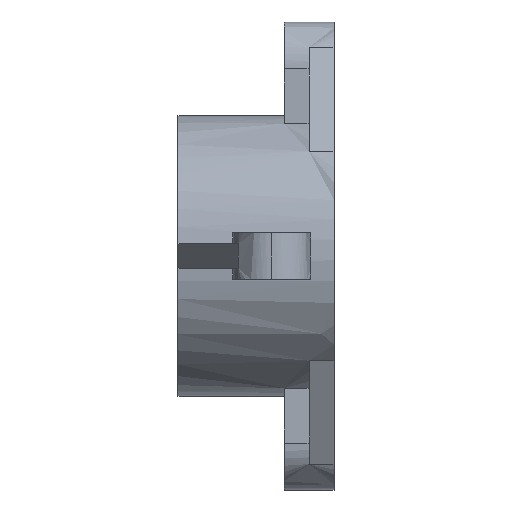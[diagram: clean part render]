
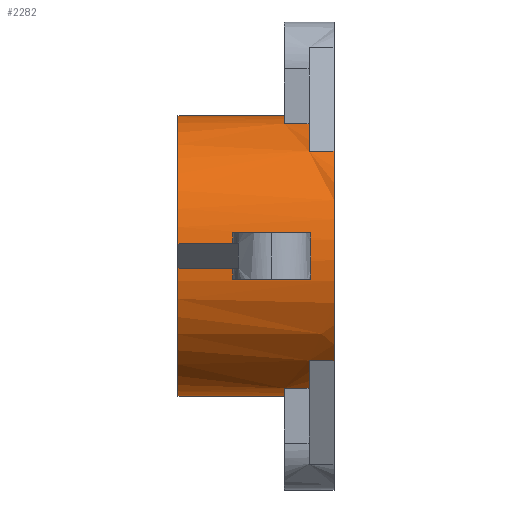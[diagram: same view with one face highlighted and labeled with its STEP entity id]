
A CAD part, left-side view. The second image highlights one B-rep face of the part: STEP entity #2282.
In plain terms, the highlighted free-form (B-spline) face has degree [2, 1] with [5, 2] control points.
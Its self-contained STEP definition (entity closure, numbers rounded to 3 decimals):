
#2282 = ADVANCED_FACE('',(#2283),#2377,.T.);
#2283 = FACE_BOUND('',#2284,.T.);
#2284 = EDGE_LOOP('',(#2285,#2295,#2302,#2310,#2317,#2325,#2332,#2340,
    #2347,#2355,#2362,#2372));
#2285 = ORIENTED_EDGE('',*,*,#2286,.F.);
#2286 = EDGE_CURVE('',#2287,#2289,#2291,.T.);
#2287 = VERTEX_POINT('',#2288);
#2288 = CARTESIAN_POINT('',(-13.543,14.446,
    38.306));
#2289 = VERTEX_POINT('',#2290);
#2290 = CARTESIAN_POINT('',(0.,14.446,
    40.629));
#2291 = ( BOUNDED_CURVE() B_SPLINE_CURVE(2,(#2292,#2293,#2294),
.UNSPECIFIED.,.F.,.F.) B_SPLINE_CURVE_WITH_KNOTS((3,3),(0.,
0.34),.PIECEWISE_BEZIER_KNOTS.) CURVE() 
GEOMETRIC_REPRESENTATION_ITEM() RATIONAL_B_SPLINE_CURVE((1.,
0.986,1.)) REPRESENTATION_ITEM('') );
#2292 = CARTESIAN_POINT('',(-13.543,14.446,
    38.306));
#2293 = CARTESIAN_POINT('',(-6.971,14.446,
    40.629));
#2294 = CARTESIAN_POINT('',(0.,14.446,
    40.629));
#2295 = ORIENTED_EDGE('',*,*,#2296,.F.);
#2296 = EDGE_CURVE('',#2297,#2287,#2299,.T.);
#2297 = VERTEX_POINT('',#2298);
#2298 = CARTESIAN_POINT('',(-13.543,7.223,
    38.306));
#2299 = B_SPLINE_CURVE_WITH_KNOTS('',1,(#2300,#2301),.UNSPECIFIED.,.F.,
  .F.,(2,2),(0.,8.),.PIECEWISE_BEZIER_KNOTS.);
#2300 = CARTESIAN_POINT('',(-13.543,7.223,
    38.306));
#2301 = CARTESIAN_POINT('',(-13.543,14.446,
    38.306));
#2302 = ORIENTED_EDGE('',*,*,#2303,.F.);
#2303 = EDGE_CURVE('',#2304,#2297,#2306,.T.);
#2304 = VERTEX_POINT('',#2305);
#2305 = CARTESIAN_POINT('',(-27.086,7.223,
    30.283));
#2306 = ( BOUNDED_CURVE() B_SPLINE_CURVE(2,(#2307,#2308,#2309),
.UNSPECIFIED.,.F.,.F.) B_SPLINE_CURVE_WITH_KNOTS((3,3),(
0.,0.39),.PIECEWISE_BEZIER_KNOTS.) CURVE() 
GEOMETRIC_REPRESENTATION_ITEM() RATIONAL_B_SPLINE_CURVE((1.,
0.981,1.)) REPRESENTATION_ITEM('') );
#2307 = CARTESIAN_POINT('',(-27.086,7.223,
    30.283));
#2308 = CARTESIAN_POINT('',(-21.107,7.223,
    35.632));
#2309 = CARTESIAN_POINT('',(-13.543,7.223,
    38.306));
#2310 = ORIENTED_EDGE('',*,*,#2311,.F.);
#2311 = EDGE_CURVE('',#2312,#2304,#2314,.T.);
#2312 = VERTEX_POINT('',#2313);
#2313 = CARTESIAN_POINT('',(-27.086,0.,
    30.283));
#2314 = B_SPLINE_CURVE_WITH_KNOTS('',1,(#2315,#2316),.UNSPECIFIED.,.F.,
  .F.,(2,2),(0.,8.),.PIECEWISE_BEZIER_KNOTS.);
#2315 = CARTESIAN_POINT('',(-27.086,0.,30.283));
#2316 = CARTESIAN_POINT('',(-27.086,7.223,
    30.283));
#2317 = ORIENTED_EDGE('',*,*,#2318,.F.);
#2318 = EDGE_CURVE('',#2319,#2312,#2321,.T.);
#2319 = VERTEX_POINT('',#2320);
#2320 = CARTESIAN_POINT('',(-27.086,0.,
    -30.283));
#2321 = ( BOUNDED_CURVE() B_SPLINE_CURVE(2,(#2322,#2323,#2324),
.UNSPECIFIED.,.F.,.F.) B_SPLINE_CURVE_WITH_KNOTS((3,3),(0.,
1.682),.PIECEWISE_BEZIER_KNOTS.) CURVE() 
GEOMETRIC_REPRESENTATION_ITEM() RATIONAL_B_SPLINE_CURVE((1.,
0.667,1.)) REPRESENTATION_ITEM('') );
#2322 = CARTESIAN_POINT('',(-27.086,0.,
    -30.283));
#2323 = CARTESIAN_POINT('',(-60.944,0.,
    0.));
#2324 = CARTESIAN_POINT('',(-27.086,0.,
    30.283));
#2325 = ORIENTED_EDGE('',*,*,#2326,.F.);
#2326 = EDGE_CURVE('',#2327,#2319,#2329,.T.);
#2327 = VERTEX_POINT('',#2328);
#2328 = CARTESIAN_POINT('',(-27.086,7.223,
    -30.283));
#2329 = B_SPLINE_CURVE_WITH_KNOTS('',1,(#2330,#2331),.UNSPECIFIED.,.F.,
  .F.,(2,2),(0.,8.),.PIECEWISE_BEZIER_KNOTS.);
#2330 = CARTESIAN_POINT('',(-27.086,7.223,
    -30.283));
#2331 = CARTESIAN_POINT('',(-27.086,0.,-30.283));
#2332 = ORIENTED_EDGE('',*,*,#2333,.F.);
#2333 = EDGE_CURVE('',#2334,#2327,#2336,.T.);
#2334 = VERTEX_POINT('',#2335);
#2335 = CARTESIAN_POINT('',(-13.543,7.223,
    -38.306));
#2336 = ( BOUNDED_CURVE() B_SPLINE_CURVE(2,(#2337,#2338,#2339),
.UNSPECIFIED.,.F.,.F.) B_SPLINE_CURVE_WITH_KNOTS((3,3),(0.,
0.39),.PIECEWISE_BEZIER_KNOTS.) CURVE() 
GEOMETRIC_REPRESENTATION_ITEM() RATIONAL_B_SPLINE_CURVE((1.,
0.981,1.)) REPRESENTATION_ITEM('') );
#2337 = CARTESIAN_POINT('',(-13.543,7.223,
    -38.306));
#2338 = CARTESIAN_POINT('',(-21.107,7.223,
    -35.632));
#2339 = CARTESIAN_POINT('',(-27.086,7.223,
    -30.283));
#2340 = ORIENTED_EDGE('',*,*,#2341,.F.);
#2341 = EDGE_CURVE('',#2342,#2334,#2344,.T.);
#2342 = VERTEX_POINT('',#2343);
#2343 = CARTESIAN_POINT('',(-13.543,14.446,
    -38.306));
#2344 = B_SPLINE_CURVE_WITH_KNOTS('',1,(#2345,#2346),.UNSPECIFIED.,.F.,
  .F.,(2,2),(0.,8.),.PIECEWISE_BEZIER_KNOTS.);
#2345 = CARTESIAN_POINT('',(-13.543,14.446,
    -38.306));
#2346 = CARTESIAN_POINT('',(-13.543,7.223,
    -38.306));
#2347 = ORIENTED_EDGE('',*,*,#2348,.F.);
#2348 = EDGE_CURVE('',#2349,#2342,#2351,.T.);
#2349 = VERTEX_POINT('',#2350);
#2350 = CARTESIAN_POINT('',(0.,14.446,
    -40.629));
#2351 = ( BOUNDED_CURVE() B_SPLINE_CURVE(2,(#2352,#2353,#2354),
.UNSPECIFIED.,.F.,.F.) B_SPLINE_CURVE_WITH_KNOTS((3,3),(0.,
0.34),.PIECEWISE_BEZIER_KNOTS.) CURVE() 
GEOMETRIC_REPRESENTATION_ITEM() RATIONAL_B_SPLINE_CURVE((1.,
0.986,1.)) REPRESENTATION_ITEM('') );
#2352 = CARTESIAN_POINT('',(0.,14.446,
    -40.629));
#2353 = CARTESIAN_POINT('',(-6.971,14.446,
    -40.629));
#2354 = CARTESIAN_POINT('',(-13.543,14.446,
    -38.306));
#2355 = ORIENTED_EDGE('',*,*,#2356,.F.);
#2356 = EDGE_CURVE('',#2357,#2349,#2359,.T.);
#2357 = VERTEX_POINT('',#2358);
#2358 = CARTESIAN_POINT('',(0.,45.144,
    -40.629));
#2359 = B_SPLINE_CURVE_WITH_KNOTS('',1,(#2360,#2361),.UNSPECIFIED.,.F.,
  .F.,(2,2),(0.,34.),.PIECEWISE_BEZIER_KNOTS.);
#2360 = CARTESIAN_POINT('',(0.,45.144,-40.629));
#2361 = CARTESIAN_POINT('',(0.,14.446,-40.629));
#2362 = ORIENTED_EDGE('',*,*,#2363,.F.);
#2363 = EDGE_CURVE('',#2364,#2357,#2366,.T.);
#2364 = VERTEX_POINT('',#2365);
#2365 = CARTESIAN_POINT('',(0.,45.144,40.629));
#2366 = ( BOUNDED_CURVE() B_SPLINE_CURVE(2,(#2367,#2368,#2369,#2370,
#2371),.UNSPECIFIED.,.F.,.F.) B_SPLINE_CURVE_WITH_KNOTS((3,2,3),(
    0.,1.571,3.142),
.PIECEWISE_BEZIER_KNOTS.) CURVE() GEOMETRIC_REPRESENTATION_ITEM() 
RATIONAL_B_SPLINE_CURVE((1.,0.707,1.,0.707,1.)) 
REPRESENTATION_ITEM('') );
#2367 = CARTESIAN_POINT('',(0.,45.144,40.629));
#2368 = CARTESIAN_POINT('',(-40.629,45.144,
    40.629));
#2369 = CARTESIAN_POINT('',(-40.629,45.144,
    0.));
#2370 = CARTESIAN_POINT('',(-40.629,45.144,
    -40.629));
#2371 = CARTESIAN_POINT('',(0.,45.144,
    -40.629));
#2372 = ORIENTED_EDGE('',*,*,#2373,.F.);
#2373 = EDGE_CURVE('',#2289,#2364,#2374,.T.);
#2374 = B_SPLINE_CURVE_WITH_KNOTS('',1,(#2375,#2376),.UNSPECIFIED.,.F.,
  .F.,(2,2),(0.,34.),.PIECEWISE_BEZIER_KNOTS.);
#2375 = CARTESIAN_POINT('',(0.,14.446,40.629));
#2376 = CARTESIAN_POINT('',(0.,45.144,40.629));
#2377 = ( BOUNDED_SURFACE() B_SPLINE_SURFACE(2,1,(
    (#2378,#2379)
    ,(#2380,#2381)
    ,(#2382,#2383)
    ,(#2384,#2385)
    ,(#2386,#2387
)),.UNSPECIFIED.,.F.,.F.,.F.) B_SPLINE_SURFACE_WITH_KNOTS((3,2,3),(2,2),
  (0.,1.571,3.142),(0.,50.),.PIECEWISE_BEZIER_KNOTS.) 
GEOMETRIC_REPRESENTATION_ITEM() RATIONAL_B_SPLINE_SURFACE((
    (1.,1.)
    ,(0.707,0.707)
    ,(1.,1.)
    ,(0.707,0.707)
,(1.,1.))) REPRESENTATION_ITEM('') SURFACE() );
#2378 = CARTESIAN_POINT('',(0.,45.144,
    -40.629));
#2379 = CARTESIAN_POINT('',(0.,0.,
    -40.629));
#2380 = CARTESIAN_POINT('',(-40.629,45.144,
    -40.629));
#2381 = CARTESIAN_POINT('',(-40.629,0.,
    -40.629));
#2382 = CARTESIAN_POINT('',(-40.629,45.144,
    0.));
#2383 = CARTESIAN_POINT('',(-40.629,0.,
    0.));
#2384 = CARTESIAN_POINT('',(-40.629,45.144,
    40.629));
#2385 = CARTESIAN_POINT('',(-40.629,0.,
    40.629));
#2386 = CARTESIAN_POINT('',(0.,45.144,
    40.629));
#2387 = CARTESIAN_POINT('',(0.,0.,
    40.629));
